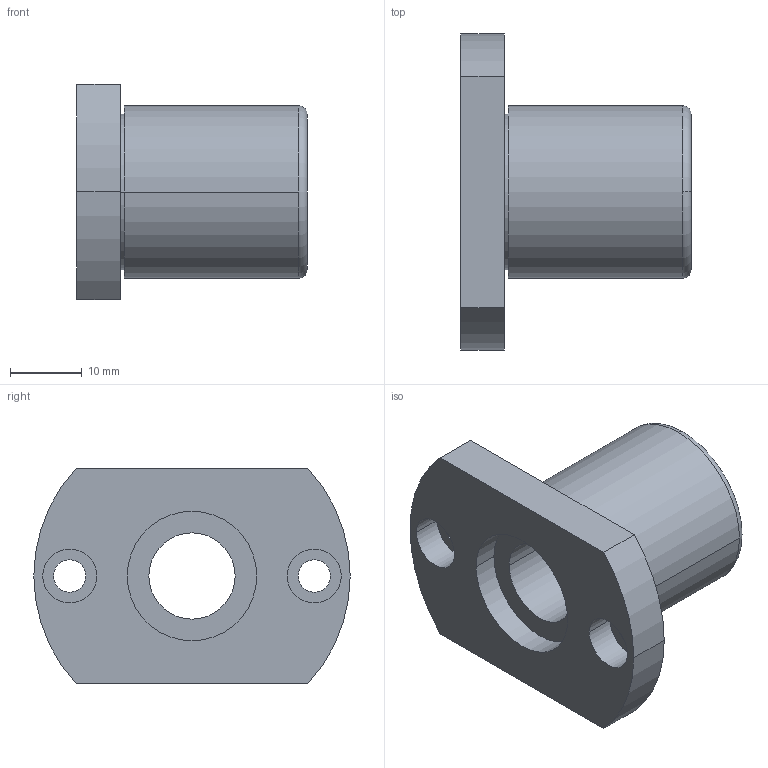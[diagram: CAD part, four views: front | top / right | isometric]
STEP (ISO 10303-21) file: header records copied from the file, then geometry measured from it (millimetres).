
FILE_DESCRIPTION( ( '' ), '1' );
FILE_NAME( 'MPCA12.stp', '2020-11-08T12:19:34', ( '' ), ( '' ), ' ', ' ', ' ' );
FILE_SCHEMA( ( 'CONFIG_CONTROL_DESIGN' ) );
Length unit declared in the file: millimetre
Products named in the file (1): 1
Bounding box: 32 x 44 x 30 mm (x, y, z)
Volume: 13910.6 mm3; surface area: 6584.2 mm2
Topology: 1 solids, 1 shells, 34 faces, 79 edges, 53 vertices
Faces by surface type: cylinder 22, plane 10, torus 2
Entity records: 1058 total; most frequent: DIRECTION 200, CARTESIAN_POINT 167, ORIENTED_EDGE 158, AXIS2_PLACEMENT_3D 86, EDGE_CURVE 79, VERTEX_POINT 53, CIRCLE 51, EDGE_LOOP 46
